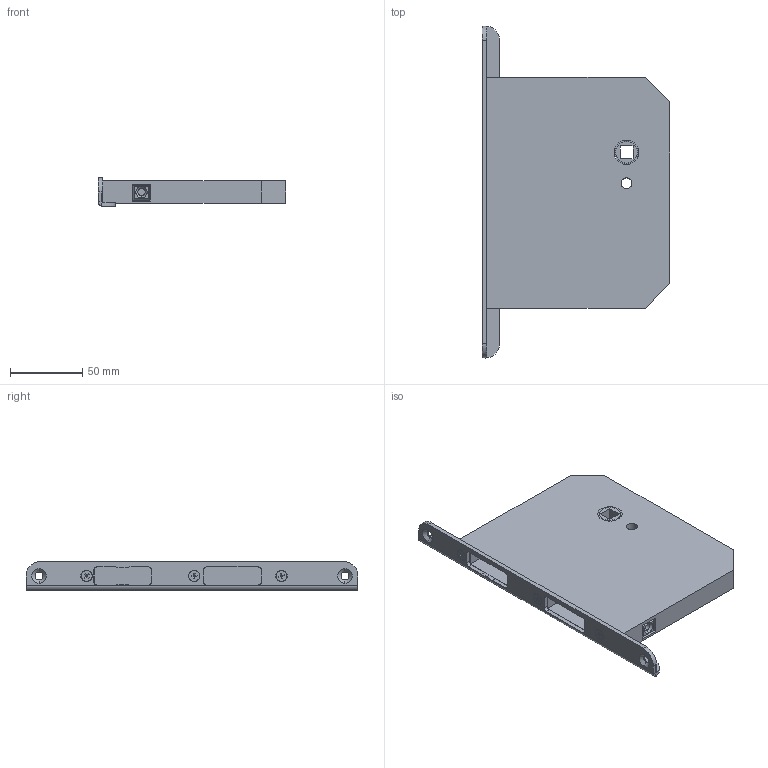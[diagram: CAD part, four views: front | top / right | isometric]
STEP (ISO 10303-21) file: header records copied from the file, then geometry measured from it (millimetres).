
FILE_DESCRIPTION (( 'STEP AP203' ), '1' );
FILE_NAME ('CASA 50590, Dornmass 100, Winkelstulp 20r.STEP', '2025-01-10T05:35:44', ( '' ), ( '' ), 'SwSTEP 2.0', 'SolidWorks 2023', '' );
FILE_SCHEMA (( 'CONFIG_CONTROL_DESIGN' ));
Length unit declared in the file: millimetre
Products named in the file (4): D001533313-065_D001533313-100; D001127682-000_D001127682-001; D001554090-020; CASA 50590, Dornmass 100, Winkelstulp 20r
Assembly tree (5 placements, depth 2):
  CASA 50590, Dornmass 100, Winkelstulp 20r
    D001533313-065_D001533313-100
    D001554090-020
    D001127682-000_D001127682-001  x3
Bounding box: 130 x 230 x 20 mm (x, y, z)
Volume: 308553.2 mm3; surface area: 69783.8 mm2
Topology: 7 solids, 7 shells, 276 faces, 653 edges, 403 vertices
Faces by surface type: plane 169, cylinder 81, cone 26
Entity records: 6011 total; most frequent: CARTESIAN_POINT 1012, DIRECTION 967, ORIENTED_EDGE 914, EDGE_CURVE 457, AXIS2_PLACEMENT_3D 328, VECTOR 311, LINE 311, VERTEX_POINT 289
